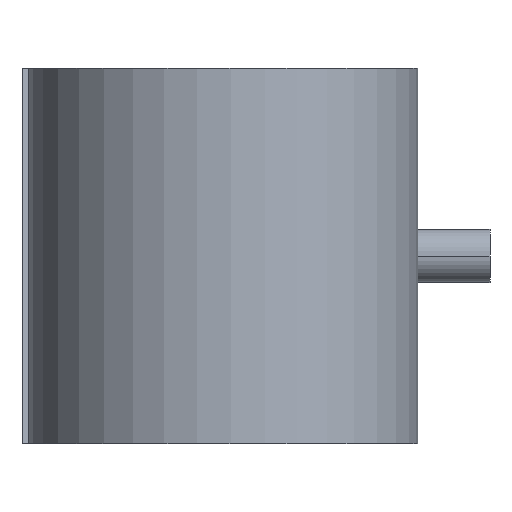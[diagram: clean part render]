
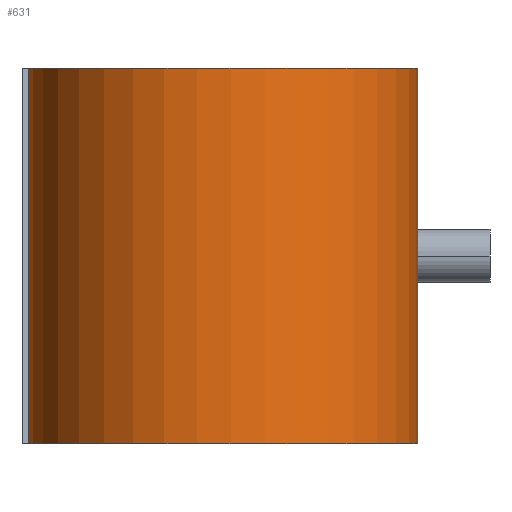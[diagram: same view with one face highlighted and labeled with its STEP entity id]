
A CAD part, front view. The second image highlights one B-rep face of the part: STEP entity #631.
In plain terms, the highlighted cylindrical face has radius 116.767 mm (diameter 233.533 mm), a partial arc.
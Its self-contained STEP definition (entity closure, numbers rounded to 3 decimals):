
#271 = VERTEX_POINT( '', #707 );
#333 = EDGE_CURVE( '', #389, #359, #779, .T. );
#341 = EDGE_CURVE( '', #489, #359, #788, .T. );
#353 = EDGE_CURVE( '', #489, #271, #801, .T. );
#359 = VERTEX_POINT( '', #808 );
#389 = VERTEX_POINT( '', #842 );
#473 = EDGE_CURVE( '', #271, #389, #933, .T. );
#489 = VERTEX_POINT( '', #949 );
#631 = ADVANCED_FACE( '', ( #1107 ), #1108, .T. );
#707 = CARTESIAN_POINT( '', ( -116.668, -4.8, -112.5 ) );
#779 = LINE( '', #1321, #1322 );
#788 = CIRCLE( '', #1334, 116.767 );
#801 = LINE( '', #1419, #1420 );
#808 = CARTESIAN_POINT( '', ( 116.668, 4.8, 112.5 ) );
#842 = CARTESIAN_POINT( '', ( 116.668, 4.8, -112.5 ) );
#933 = CIRCLE( '', #1692, 116.767 );
#949 = CARTESIAN_POINT( '', ( -116.668, -4.8, 112.5 ) );
#1107 = FACE_OUTER_BOUND( '', #2170, .T. );
#1108 = CYLINDRICAL_SURFACE( '', #2171, 116.767 );
#1321 = CARTESIAN_POINT( '', ( 116.668, 4.8, 112.5 ) );
#1322 = VECTOR( '', #2326, 1. );
#1334 = AXIS2_PLACEMENT_3D( '', #2341, #2342, #2343 );
#1419 = CARTESIAN_POINT( '', ( -116.668, -4.8, 112.5 ) );
#1420 = VECTOR( '', #2358, 1. );
#1692 = AXIS2_PLACEMENT_3D( '', #2517, #2518, #2519 );
#2170 = EDGE_LOOP( '', ( #2711, #2712, #2713, #2714 ) );
#2171 = AXIS2_PLACEMENT_3D( '', #2715, #2716, #2717 );
#2326 = DIRECTION( '', ( 0., 0., 1. ) );
#2341 = CARTESIAN_POINT( '', ( 0., 0., 112.5 ) );
#2342 = DIRECTION( '', ( 0., 0., 1. ) );
#2343 = DIRECTION( '', ( -0.999, -0.041, 0. ) );
#2358 = DIRECTION( '', ( 0., 0., -1. ) );
#2517 = CARTESIAN_POINT( '', ( 0., 0., -112.5 ) );
#2518 = DIRECTION( '', ( 0., 0., 1. ) );
#2519 = DIRECTION( '', ( -0.999, -0.041, 0. ) );
#2711 = ORIENTED_EDGE( '', *, *, #333, .T. );
#2712 = ORIENTED_EDGE( '', *, *, #341, .F. );
#2713 = ORIENTED_EDGE( '', *, *, #353, .T. );
#2714 = ORIENTED_EDGE( '', *, *, #473, .T. );
#2715 = CARTESIAN_POINT( '', ( 0., 0., 112.5 ) );
#2716 = DIRECTION( '', ( 0., 0., 1. ) );
#2717 = DIRECTION( '', ( -0.999, -0.041, 0. ) );
